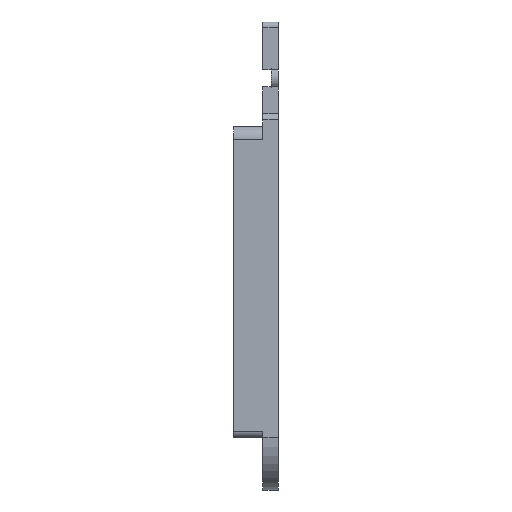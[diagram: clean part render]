
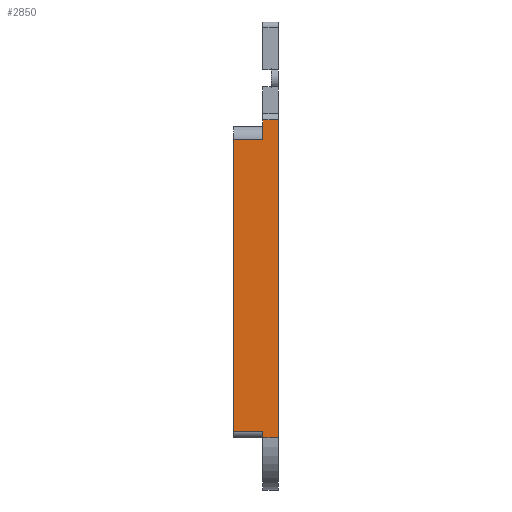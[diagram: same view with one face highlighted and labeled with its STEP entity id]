
A CAD part, left-side view. The second image highlights one B-rep face of the part: STEP entity #2850.
In plain terms, the highlighted planar face has unit normal (-1, 0, 0).
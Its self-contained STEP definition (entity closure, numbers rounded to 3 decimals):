
#267=DIRECTION('',(0.,0.,1.));
#268=VECTOR('',#267,60.828);
#269=CARTESIAN_POINT('',(-4.528,35.175,-88.789));
#270=LINE('',#269,#268);
#495=DIRECTION('',(0.,0.,1.));
#496=VECTOR('',#495,1.25);
#497=CARTESIAN_POINT('',(-4.528,38.175,-88.789));
#498=LINE('',#497,#496);
#712=DIRECTION('',(0.,0.,1.));
#713=VECTOR('',#712,3.75);
#714=CARTESIAN_POINT('',(-4.528,38.175,-31.711));
#715=LINE('',#714,#713);
#886=DIRECTION('',(0.,0.,1.));
#887=VECTOR('',#886,55.828);
#888=CARTESIAN_POINT('',(-4.528,43.763,-87.539));
#889=LINE('',#888,#887);
#1047=DIRECTION('',(0.,1.,0.));
#1048=VECTOR('',#1047,3.);
#1049=CARTESIAN_POINT('',(-4.528,35.175,-27.961));
#1050=LINE('',#1049,#1048);
#1051=DIRECTION('',(0.,1.,0.));
#1052=VECTOR('',#1051,3.);
#1053=CARTESIAN_POINT('',(-4.528,35.175,-88.789));
#1054=LINE('',#1053,#1052);
#1055=DIRECTION('',(0.,1.,0.));
#1056=VECTOR('',#1055,5.588);
#1057=CARTESIAN_POINT('',(-4.528,38.175,-87.539));
#1058=LINE('',#1057,#1056);
#1075=DIRECTION('',(0.,1.,0.));
#1076=VECTOR('',#1075,5.588);
#1077=CARTESIAN_POINT('',(-4.528,38.175,-31.711));
#1078=LINE('',#1077,#1076);
#1321=CARTESIAN_POINT('',(-4.528,35.175,-88.789));
#1322=VERTEX_POINT('',#1321);
#1355=CARTESIAN_POINT('',(-4.528,38.175,-88.789));
#1356=VERTEX_POINT('',#1355);
#1423=CARTESIAN_POINT('',(-4.528,43.763,-87.539));
#1424=VERTEX_POINT('',#1423);
#1425=CARTESIAN_POINT('',(-4.528,43.763,-31.711));
#1426=VERTEX_POINT('',#1425);
#1438=CARTESIAN_POINT('',(-4.528,38.175,-87.539));
#1440=VERTEX_POINT('',#1438);
#1441=CARTESIAN_POINT('',(-4.528,38.175,-31.711));
#1443=VERTEX_POINT('',#1441);
#1649=CARTESIAN_POINT('',(-4.528,38.175,-27.961));
#1651=VERTEX_POINT('',#1649);
#1655=CARTESIAN_POINT('',(-4.528,35.175,-27.961));
#1656=VERTEX_POINT('',#1655);
#2832=CARTESIAN_POINT('',(-4.528,35.175,-88.789));
#2833=DIRECTION('',(-1.,0.,0.));
#2834=DIRECTION('',(0.,0.,1.));
#2835=AXIS2_PLACEMENT_3D('',#2832,#2833,#2834);
#2836=PLANE('',#2835);
#2837=ORIENTED_EDGE('',*,*,#2827,.F.);
#2838=ORIENTED_EDGE('',*,*,#1722,.F.);
#2840=ORIENTED_EDGE('',*,*,#2839,.T.);
#2841=ORIENTED_EDGE('',*,*,#2279,.T.);
#2843=ORIENTED_EDGE('',*,*,#2842,.T.);
#2844=ORIENTED_EDGE('',*,*,#2607,.T.);
#2846=ORIENTED_EDGE('',*,*,#2845,.F.);
#2847=ORIENTED_EDGE('',*,*,#2382,.T.);
#2848=EDGE_LOOP('',(#2837,#2838,#2840,#2841,#2843,#2844,#2846,#2847));
#2849=FACE_OUTER_BOUND('',#2848,.F.);
#2850=ADVANCED_FACE('',(#2849),#2836,.T.);
#1722=EDGE_CURVE('',#1322,#1656,#270,.T.);
#2279=EDGE_CURVE('',#1356,#1440,#498,.T.);
#2382=EDGE_CURVE('',#1443,#1651,#715,.T.);
#2607=EDGE_CURVE('',#1424,#1426,#889,.T.);
#2827=EDGE_CURVE('',#1656,#1651,#1050,.T.);
#2839=EDGE_CURVE('',#1322,#1356,#1054,.T.);
#2842=EDGE_CURVE('',#1440,#1424,#1058,.T.);
#2845=EDGE_CURVE('',#1443,#1426,#1078,.T.);
